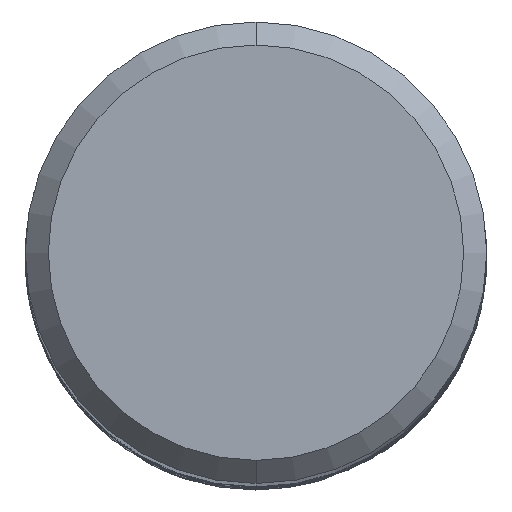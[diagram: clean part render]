
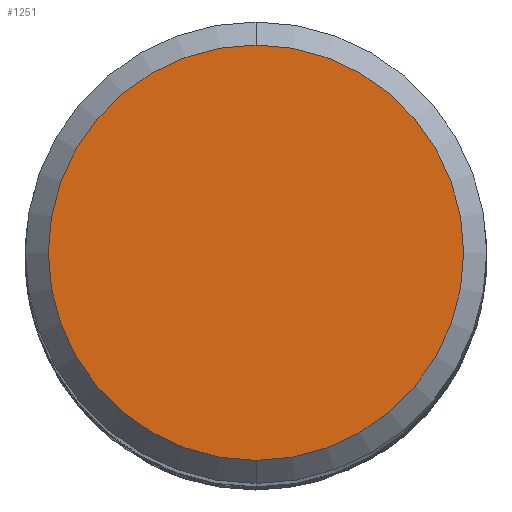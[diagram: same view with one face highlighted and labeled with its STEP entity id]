
A CAD part, top view. The second image highlights one B-rep face of the part: STEP entity #1251.
In plain terms, the highlighted planar face has unit normal (0, 0, 1).
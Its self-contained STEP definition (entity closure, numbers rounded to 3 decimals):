
#1151=EDGE_CURVE('',#1371,#1393,#3263,.T.);
#1251=ADVANCED_FACE('',(#3367),#3368,.T.);
#1371=VERTEX_POINT('',#3497);
#1393=VERTEX_POINT('',#3521);
#2265=EDGE_CURVE('',#1393,#1371,#4471,.T.);
#3263=CIRCLE('',#5715,5.4);
#3367=FACE_OUTER_BOUND('',#6097,.T.);
#3368=PLANE('',#6098);
#3497=CARTESIAN_POINT('',(0.0,5.4,0.0));
#3521=CARTESIAN_POINT('',(0.,-5.4,0.0));
#4471=CIRCLE('',#20299,5.4);
#5715=AXIS2_PLACEMENT_3D('',#34585,#34586,#34587);
#6097=EDGE_LOOP('',(#34655,#34656));
#6098=AXIS2_PLACEMENT_3D('',#34657,#34658,#34659);
#20299=AXIS2_PLACEMENT_3D('',#35848,#35849,#35850);
#34585=CARTESIAN_POINT('',(0.0,0.0,0.0));
#34586=DIRECTION('',(0.0,0.0,-1.0));
#34587=DIRECTION('',(0.0,1.0,0.0));
#34655=ORIENTED_EDGE('',*,*,#1151,.F.);
#34656=ORIENTED_EDGE('',*,*,#2265,.F.);
#34657=CARTESIAN_POINT('',(0.0,2.7,0.0));
#34658=DIRECTION('',(-0.0,0.0,1.0));
#34659=DIRECTION('',(0.0,-1.0,0.0));
#35848=CARTESIAN_POINT('',(0.0,0.0,0.0));
#35849=DIRECTION('',(0.0,0.0,-1.0));
#35850=DIRECTION('',(0.0,1.0,0.0));
